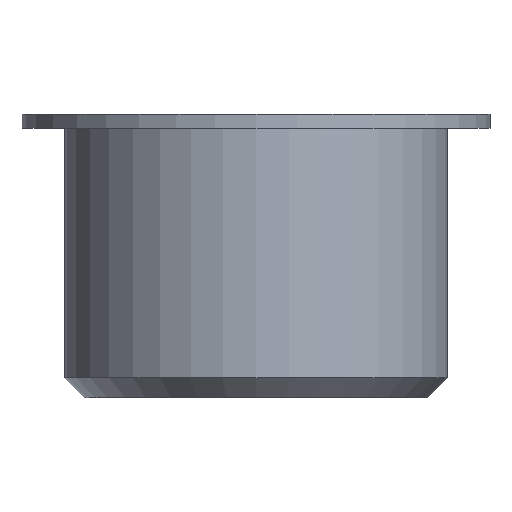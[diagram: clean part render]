
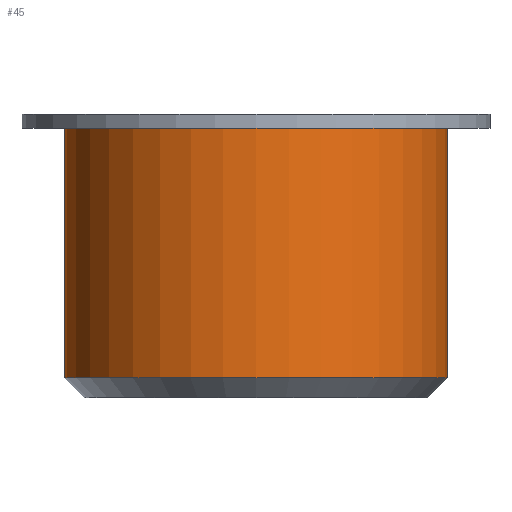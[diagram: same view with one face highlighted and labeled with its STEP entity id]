
A CAD part, front view. The second image highlights one B-rep face of the part: STEP entity #45.
In plain terms, the highlighted cylindrical face has radius 6.75 mm (diameter 13.5 mm), a full revolution.
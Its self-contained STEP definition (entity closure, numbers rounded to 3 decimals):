
#45 = ADVANCED_FACE( '', ( #91, #92 ), #93, .T. );
#91 = FACE_OUTER_BOUND( '', #132, .T. );
#92 = FACE_OUTER_BOUND( '', #133, .T. );
#93 = CYLINDRICAL_SURFACE( '', #134, 6.75 );
#132 = EDGE_LOOP( '', ( #179 ) );
#133 = EDGE_LOOP( '', ( #180 ) );
#134 = AXIS2_PLACEMENT_3D( '', #181, #182, #183 );
#179 = ORIENTED_EDGE( '', *, *, #203, .F. );
#180 = ORIENTED_EDGE( '', *, *, #205, .T. );
#181 = CARTESIAN_POINT( '', ( 0., 0., 57.15 ) );
#182 = DIRECTION( '', ( 0., 0., -1. ) );
#183 = DIRECTION( '', ( 1., 0., 0. ) );
#203 = EDGE_CURVE( '', #224, #224, #225, .T. );
#205 = EDGE_CURVE( '', #227, #227, #228, .T. );
#224 = VERTEX_POINT( '', #249 );
#225 = CIRCLE( '', #250, 6.75 );
#227 = VERTEX_POINT( '', #252 );
#228 = CIRCLE( '', #253, 6.75 );
#249 = CARTESIAN_POINT( '', ( 6.75, 0., 9.5 ) );
#250 = AXIS2_PLACEMENT_3D( '', #274, #275, #276 );
#252 = CARTESIAN_POINT( '', ( 6.75, 0., 0.707 ) );
#253 = AXIS2_PLACEMENT_3D( '', #277, #278, #279 );
#274 = CARTESIAN_POINT( '', ( 0., 0., 9.5 ) );
#275 = DIRECTION( '', ( 0., 0., 1. ) );
#276 = DIRECTION( '', ( 1., 0., 0. ) );
#277 = CARTESIAN_POINT( '', ( 0., 0., 0.707 ) );
#278 = DIRECTION( '', ( 0., 0., 1. ) );
#279 = DIRECTION( '', ( 1., 0., 0. ) );
